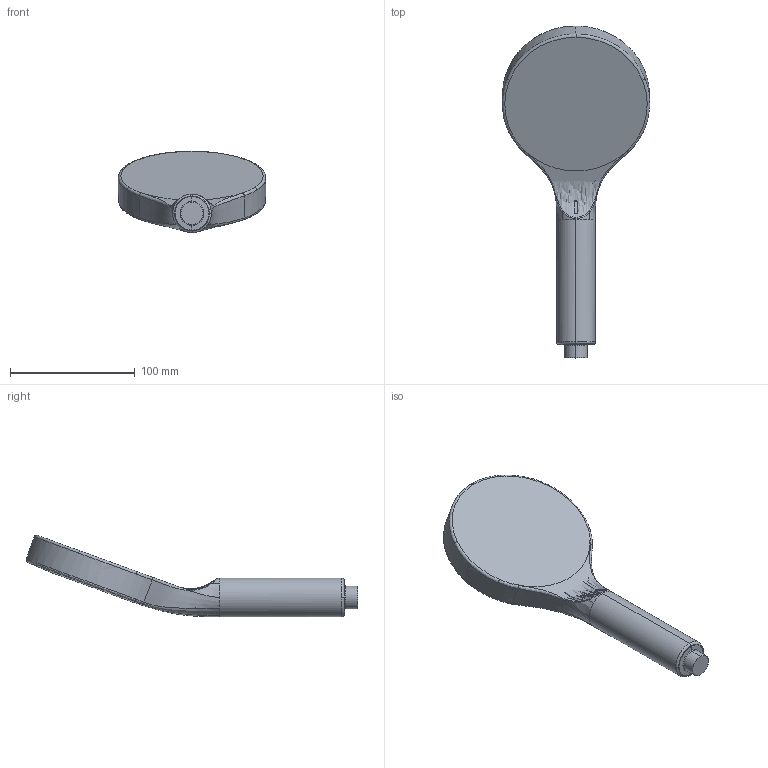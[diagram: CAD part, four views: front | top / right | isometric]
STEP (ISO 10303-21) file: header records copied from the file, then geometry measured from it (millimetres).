
FILE_DESCRIPTION (( 'STEP AP203' ), '1' );
FILE_NAME ('242405(2021)+242405-A(2021)+84310180(2021).STEP', '2021-02-23T07:24:14', ( '' ), ( '' ), 'SwSTEP 2.0', 'SolidWorks 2016', '' );
FILE_SCHEMA (( 'CONFIG_CONTROL_DESIGN' ));
Length unit declared in the file: millimetre
Products named in the file (1): 242405(2021)+242405-A(2021)+84310180(2021)
Bounding box: 118.08 x 265.88 x 65.27 mm (x, y, z)
Volume: 366615.2 mm3; surface area: 44708.4 mm2
Topology: 1 solids, 1 shells, 81 faces, 196 edges, 122 vertices
Faces by surface type: bspline 47, torus 13, plane 10, sphere 5, cylinder 4, cone 2
Entity records: 10926 total; most frequent: CARTESIAN_POINT 9294, ORIENTED_EDGE 392, DIRECTION 232, EDGE_CURVE 196, VERTEX_POINT 122, AXIS2_PLACEMENT_3D 107, EDGE_LOOP 86, B_SPLINE_CURVE_WITH_KNOTS 86
